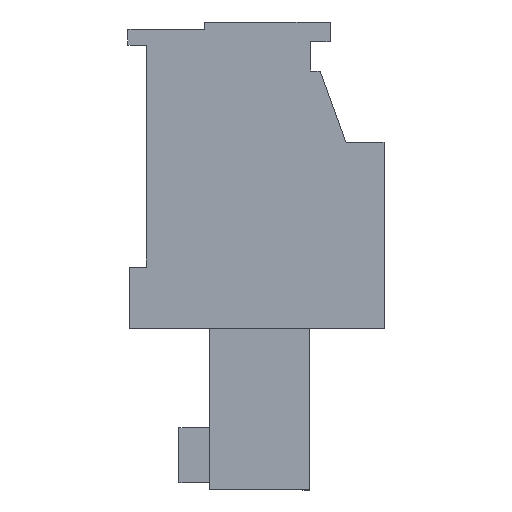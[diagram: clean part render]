
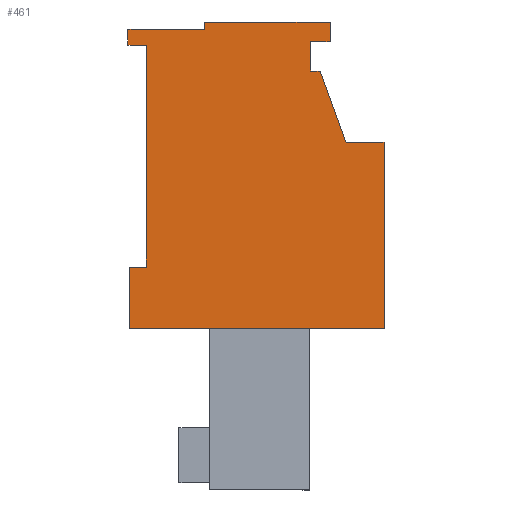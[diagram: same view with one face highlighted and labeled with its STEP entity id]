
A CAD part, left-side view. The second image highlights one B-rep face of the part: STEP entity #461.
In plain terms, the highlighted planar face has unit normal (-1, 0, 0).
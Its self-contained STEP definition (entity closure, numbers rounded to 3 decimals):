
#345=AXIS2_PLACEMENT_3D('Plane Axis2P3D',#342,#343,#344) ;
#42=CARTESIAN_POINT('Vertex',(0.,3.,18.3)) ;
#45=CARTESIAN_POINT('Line Origine',(0.,3.,17.7)) ;
#49=CARTESIAN_POINT('Vertex',(0.,3.,17.1)) ;
#76=CARTESIAN_POINT('Line Origine',(0.,2.6,18.3)) ;
#80=CARTESIAN_POINT('Vertex',(0.,2.2,18.3)) ;
#342=CARTESIAN_POINT('Axis2P3D Location',(0.,5.2,6.6)) ;
#347=CARTESIAN_POINT('Line Origine',(0.,0.,10.4)) ;
#351=CARTESIAN_POINT('Vertex',(0.,0.,14.2)) ;
#353=CARTESIAN_POINT('Vertex',(0.,0.,6.6)) ;
#356=CARTESIAN_POINT('Line Origine',(0.,0.775,14.2)) ;
#360=CARTESIAN_POINT('Vertex',(0.,1.55,14.2)) ;
#363=CARTESIAN_POINT('Line Origine',(0.,2.078,15.65)) ;
#367=CARTESIAN_POINT('Vertex',(0.,2.606,17.1)) ;
#370=CARTESIAN_POINT('Line Origine',(0.,2.803,17.1)) ;
#375=CARTESIAN_POINT('Line Origine',(0.,2.2,18.7)) ;
#379=CARTESIAN_POINT('Vertex',(0.,2.2,19.1)) ;
#382=CARTESIAN_POINT('Line Origine',(0.,4.76,19.1)) ;
#386=CARTESIAN_POINT('Vertex',(0.,7.32,19.1)) ;
#389=CARTESIAN_POINT('Line Origine',(0.,7.32,18.95)) ;
#393=CARTESIAN_POINT('Vertex',(0.,7.32,18.8)) ;
#396=CARTESIAN_POINT('Line Origine',(0.,8.885,18.8)) ;
#400=CARTESIAN_POINT('Vertex',(0.,10.45,18.8)) ;
#403=CARTESIAN_POINT('Line Origine',(0.,10.45,18.475)) ;
#407=CARTESIAN_POINT('Vertex',(0.,10.45,18.15)) ;
#410=CARTESIAN_POINT('Line Origine',(0.,10.075,18.15)) ;
#414=CARTESIAN_POINT('Vertex',(0.,9.7,18.15)) ;
#417=CARTESIAN_POINT('Line Origine',(0.,9.7,13.625)) ;
#421=CARTESIAN_POINT('Vertex',(0.,9.7,9.1)) ;
#424=CARTESIAN_POINT('Line Origine',(0.,10.05,9.1)) ;
#428=CARTESIAN_POINT('Vertex',(0.,10.4,9.1)) ;
#431=CARTESIAN_POINT('Line Origine',(0.,10.4,7.85)) ;
#435=CARTESIAN_POINT('Vertex',(0.,10.4,6.6)) ;
#438=CARTESIAN_POINT('Line Origine',(0.,5.2,6.6)) ;
#46=DIRECTION('Vector Direction',(0.,0.,1.)) ;
#77=DIRECTION('Vector Direction',(0.,1.,0.)) ;
#343=DIRECTION('Axis2P3D Direction',(-1.,0.,0.)) ;
#344=DIRECTION('Axis2P3D XDirection',(0.,-1.,0.)) ;
#348=DIRECTION('Vector Direction',(0.,0.,-1.)) ;
#357=DIRECTION('Vector Direction',(0.,1.,0.)) ;
#364=DIRECTION('Vector Direction',(0.,0.342,0.94)) ;
#371=DIRECTION('Vector Direction',(0.,1.,0.)) ;
#376=DIRECTION('Vector Direction',(0.,0.,1.)) ;
#383=DIRECTION('Vector Direction',(0.,1.,0.)) ;
#390=DIRECTION('Vector Direction',(0.,0.,1.)) ;
#397=DIRECTION('Vector Direction',(0.,1.,0.)) ;
#404=DIRECTION('Vector Direction',(0.,0.,-1.)) ;
#411=DIRECTION('Vector Direction',(0.,-1.,0.)) ;
#418=DIRECTION('Vector Direction',(0.,0.,-1.)) ;
#425=DIRECTION('Vector Direction',(0.,-1.,0.)) ;
#432=DIRECTION('Vector Direction',(0.,0.,1.)) ;
#439=DIRECTION('Vector Direction',(0.,1.,0.)) ;
#47=VECTOR('Line Direction',#46,1.) ;
#78=VECTOR('Line Direction',#77,1.) ;
#349=VECTOR('Line Direction',#348,1.) ;
#358=VECTOR('Line Direction',#357,1.) ;
#365=VECTOR('Line Direction',#364,1.) ;
#372=VECTOR('Line Direction',#371,1.) ;
#377=VECTOR('Line Direction',#376,1.) ;
#384=VECTOR('Line Direction',#383,1.) ;
#391=VECTOR('Line Direction',#390,1.) ;
#398=VECTOR('Line Direction',#397,1.) ;
#405=VECTOR('Line Direction',#404,1.) ;
#412=VECTOR('Line Direction',#411,1.) ;
#419=VECTOR('Line Direction',#418,1.) ;
#426=VECTOR('Line Direction',#425,1.) ;
#433=VECTOR('Line Direction',#432,1.) ;
#440=VECTOR('Line Direction',#439,1.) ;
#444=ORIENTED_EDGE('',*,*,#355,.F.) ;
#445=ORIENTED_EDGE('',*,*,#362,.T.) ;
#446=ORIENTED_EDGE('',*,*,#369,.T.) ;
#447=ORIENTED_EDGE('',*,*,#374,.T.) ;
#448=ORIENTED_EDGE('',*,*,#51,.T.) ;
#449=ORIENTED_EDGE('',*,*,#82,.F.) ;
#450=ORIENTED_EDGE('',*,*,#381,.T.) ;
#451=ORIENTED_EDGE('',*,*,#388,.T.) ;
#452=ORIENTED_EDGE('',*,*,#395,.F.) ;
#453=ORIENTED_EDGE('',*,*,#402,.T.) ;
#454=ORIENTED_EDGE('',*,*,#409,.T.) ;
#455=ORIENTED_EDGE('',*,*,#416,.T.) ;
#456=ORIENTED_EDGE('',*,*,#423,.T.) ;
#457=ORIENTED_EDGE('',*,*,#430,.F.) ;
#458=ORIENTED_EDGE('',*,*,#437,.F.) ;
#459=ORIENTED_EDGE('',*,*,#442,.F.) ;
#461=ADVANCED_FACE('HOUSING',(#460),#346,.T.) ;
#51=EDGE_CURVE('',#50,#43,#48,.T.) ;
#82=EDGE_CURVE('',#81,#43,#79,.T.) ;
#355=EDGE_CURVE('',#352,#354,#350,.T.) ;
#362=EDGE_CURVE('',#352,#361,#359,.T.) ;
#369=EDGE_CURVE('',#361,#368,#366,.T.) ;
#374=EDGE_CURVE('',#368,#50,#373,.T.) ;
#381=EDGE_CURVE('',#81,#380,#378,.T.) ;
#388=EDGE_CURVE('',#380,#387,#385,.T.) ;
#395=EDGE_CURVE('',#394,#387,#392,.T.) ;
#402=EDGE_CURVE('',#394,#401,#399,.T.) ;
#409=EDGE_CURVE('',#401,#408,#406,.T.) ;
#416=EDGE_CURVE('',#408,#415,#413,.T.) ;
#423=EDGE_CURVE('',#415,#422,#420,.T.) ;
#430=EDGE_CURVE('',#429,#422,#427,.T.) ;
#437=EDGE_CURVE('',#436,#429,#434,.T.) ;
#442=EDGE_CURVE('',#354,#436,#441,.T.) ;
#443=EDGE_LOOP('',(#444,#445,#446,#447,#448,#449,#450,#451,#452,#453,#454,#455,#456,#457,#458,#459)) ;
#460=FACE_OUTER_BOUND('',#443,.T.) ;
#48=LINE('Line',#45,#47) ;
#79=LINE('Line',#76,#78) ;
#350=LINE('Line',#347,#349) ;
#359=LINE('Line',#356,#358) ;
#366=LINE('Line',#363,#365) ;
#373=LINE('Line',#370,#372) ;
#378=LINE('Line',#375,#377) ;
#385=LINE('Line',#382,#384) ;
#392=LINE('Line',#389,#391) ;
#399=LINE('Line',#396,#398) ;
#406=LINE('Line',#403,#405) ;
#413=LINE('Line',#410,#412) ;
#420=LINE('Line',#417,#419) ;
#427=LINE('Line',#424,#426) ;
#434=LINE('Line',#431,#433) ;
#441=LINE('Line',#438,#440) ;
#346=PLANE('',#345) ;
#43=VERTEX_POINT('',#42) ;
#50=VERTEX_POINT('',#49) ;
#81=VERTEX_POINT('',#80) ;
#352=VERTEX_POINT('',#351) ;
#354=VERTEX_POINT('',#353) ;
#361=VERTEX_POINT('',#360) ;
#368=VERTEX_POINT('',#367) ;
#380=VERTEX_POINT('',#379) ;
#387=VERTEX_POINT('',#386) ;
#394=VERTEX_POINT('',#393) ;
#401=VERTEX_POINT('',#400) ;
#408=VERTEX_POINT('',#407) ;
#415=VERTEX_POINT('',#414) ;
#422=VERTEX_POINT('',#421) ;
#429=VERTEX_POINT('',#428) ;
#436=VERTEX_POINT('',#435) ;
